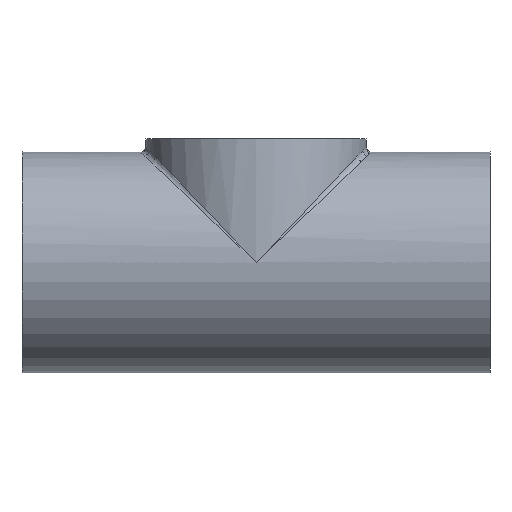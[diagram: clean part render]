
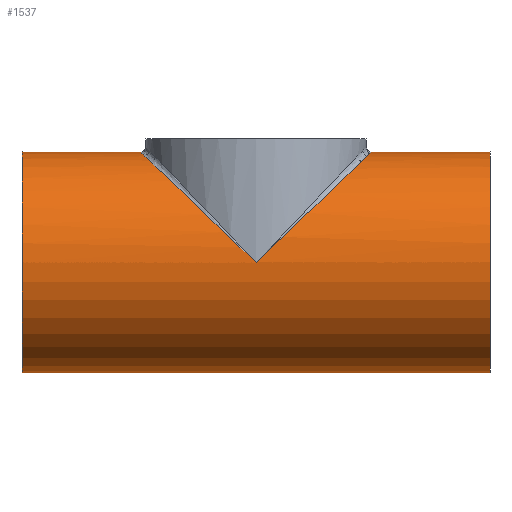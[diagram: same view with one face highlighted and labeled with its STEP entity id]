
A CAD part, front view. The second image highlights one B-rep face of the part: STEP entity #1537.
In plain terms, the highlighted cylindrical face has radius 42.5 mm (diameter 85 mm), a full revolution.
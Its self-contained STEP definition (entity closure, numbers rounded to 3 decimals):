
#1203=CARTESIAN_POINT('',(0.0,42.5,0.0));
#1204=VERTEX_POINT('',#1203);
#1205=CARTESIAN_POINT('',(0.0,-42.5,0.0));
#1206=VERTEX_POINT('',#1205);
#1207=CARTESIAN_POINT('',(0.0,0.0,0.0));
#1208=DIRECTION('',(0.691,0.0,0.723));
#1209=DIRECTION('',(-0.723,0.0,0.691));
#1210=AXIS2_PLACEMENT_3D('',#1207,#1208,#1209);
#1211=ELLIPSE('',#1210,61.535,42.5);
#1212=EDGE_CURVE('',#1204,#1206,#1211,.T.);
#1435=CARTESIAN_POINT('',(0.0,0.0,0.0));
#1436=DIRECTION('',(-0.691,0.0,0.723));
#1437=DIRECTION('',(0.723,0.0,0.691));
#1438=AXIS2_PLACEMENT_3D('',#1435,#1436,#1437);
#1439=ELLIPSE('',#1438,61.535,42.5);
#1440=EDGE_CURVE('',#1206,#1204,#1439,.T.);
#1506=CARTESIAN_POINT('',(0.0,0.0,0.0));
#1507=DIRECTION('',(-1.0,0.0,0.0));
#1508=DIRECTION('',(0.0,-1.0,0.0));
#1509=AXIS2_PLACEMENT_3D('',#1506,#1507,#1508);
#1510=CYLINDRICAL_SURFACE('',#1509,42.5);
#1511=CARTESIAN_POINT('',(-90.0,-42.5,0.0));
#1512=VERTEX_POINT('',#1511);
#1513=CARTESIAN_POINT('',(-90.0,0.0,0.0));
#1514=DIRECTION('',(-1.0,0.0,0.0));
#1515=DIRECTION('',(0.0,-1.0,0.0));
#1516=AXIS2_PLACEMENT_3D('',#1513,#1514,#1515);
#1517=CIRCLE('',#1516,42.5);
#1518=EDGE_CURVE('',#1512,#1512,#1517,.T.);
#1519=ORIENTED_EDGE('',*,*,#1518,.F.);
#1520=EDGE_LOOP('',(#1519));
#1521=FACE_OUTER_BOUND('',#1520,.T.);
#1522=ORIENTED_EDGE('',*,*,#1212,.F.);
#1523=ORIENTED_EDGE('',*,*,#1440,.F.);
#1524=EDGE_LOOP('',(#1522,#1523));
#1525=FACE_BOUND('',#1524,.T.);
#1526=CARTESIAN_POINT('',(90.0,-42.5,0.0));
#1527=VERTEX_POINT('',#1526);
#1528=CARTESIAN_POINT('',(90.0,0.0,0.0));
#1529=DIRECTION('',(-1.0,0.0,0.0));
#1530=DIRECTION('',(0.0,-1.0,0.0));
#1531=AXIS2_PLACEMENT_3D('',#1528,#1529,#1530);
#1532=CIRCLE('',#1531,42.5);
#1533=EDGE_CURVE('',#1527,#1527,#1532,.T.);
#1534=ORIENTED_EDGE('',*,*,#1533,.T.);
#1535=EDGE_LOOP('',(#1534));
#1536=FACE_BOUND('',#1535,.T.);
#1537=ADVANCED_FACE('',(#1521,#1525,#1536),#1510,.T.);
